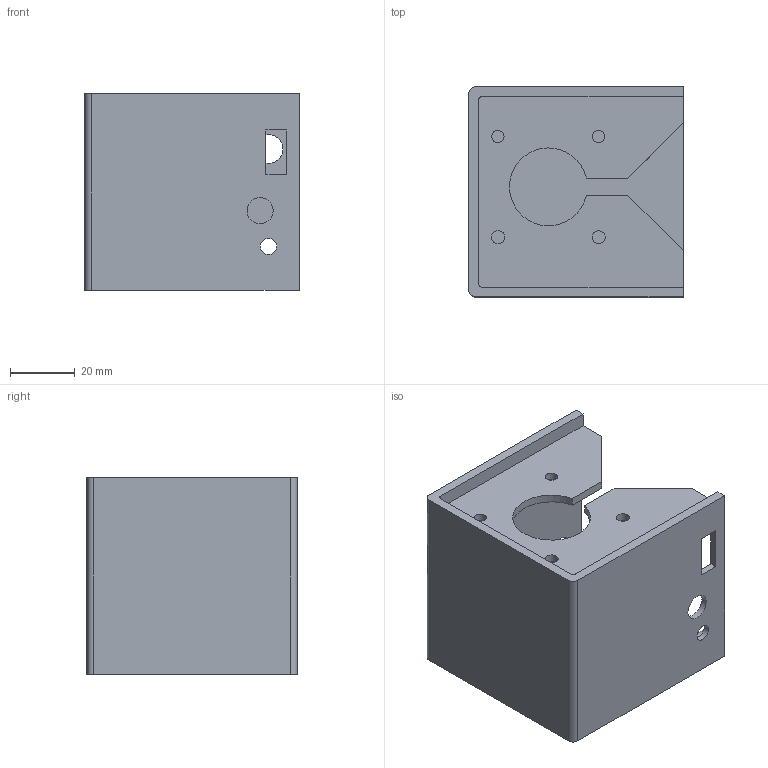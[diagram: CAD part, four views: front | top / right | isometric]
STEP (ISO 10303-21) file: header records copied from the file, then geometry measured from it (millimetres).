
FILE_DESCRIPTION(/* description */ (''),/* implementation_level */ '2;1');
FILE_NAME(/* name */ 'main-body.step',/* time_stamp */ '2026-01-02T12:06:52-08:00',/* author */ (''),/* organization */ (''),/* preprocessor_version */ 'ST-DEVELOPER v20.1',/* originating_system */ 'Autodesk Translation Framework v14.21.0.0',/* authorisation */ '');
FILE_SCHEMA (('AUTOMOTIVE_DESIGN { 1 0 10303 214 3 1 1 }'));
Length unit declared in the file: millimetre
Products named in the file (1): main-body
Bounding box: 66 x 64.7 x 60.5 mm (x, y, z)
Volume: 48937.9 mm3; surface area: 37695.4 mm2
Topology: 1 solids, 1 shells, 50 faces, 133 edges, 89 vertices
Faces by surface type: plane 29, cylinder 21
Full cylindrical faces by diameter (mm): 2.5 x4, 3.8 x2, 4 x2, 5 x1, 8 x1, 8.9 x2
Entity records: 1643 total; most frequent: DIRECTION 277, CARTESIAN_POINT 273, ORIENTED_EDGE 266, EDGE_CURVE 133, AXIS2_PLACEMENT_3D 93, LINE 91, VECTOR 91, VERTEX_POINT 89
